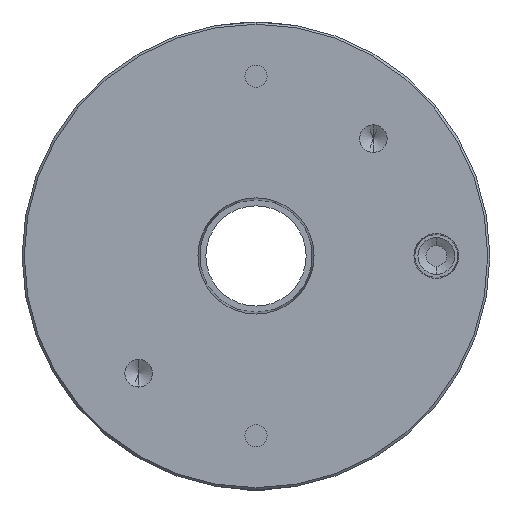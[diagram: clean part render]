
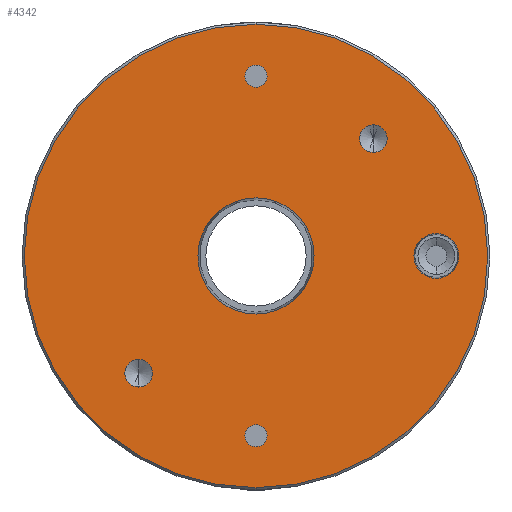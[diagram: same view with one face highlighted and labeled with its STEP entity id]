
A CAD part, front view. The second image highlights one B-rep face of the part: STEP entity #4342.
In plain terms, the highlighted planar face has unit normal (0, -1, 0).
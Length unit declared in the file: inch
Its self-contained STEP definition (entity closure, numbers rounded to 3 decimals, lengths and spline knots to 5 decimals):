
#25 = CIRCLE ( 'NONE', #3231, 0.125 ) ;
#50 = DIRECTION ( 'NONE',  ( 0., -1., 0. ) ) ;
#68 = AXIS2_PLACEMENT_3D ( 'NONE', #749, #4345, #2096 ) ;
#102 = DIRECTION ( 'NONE',  ( 0., -1., 0. ) ) ;
#123 = AXIS2_PLACEMENT_3D ( 'NONE', #3764, #2803, #4577 ) ;
#145 = CARTESIAN_POINT ( 'NONE',  ( 0., -1.491, 1.625 ) ) ;
#161 = CARTESIAN_POINT ( 'NONE',  ( -1.06066, -1.491, -1.18566 ) ) ;
#163 = ORIENTED_EDGE ( 'NONE', *, *, #5264, .F. ) ;
#204 = VERTEX_POINT ( 'NONE', #5503 ) ;
#222 = EDGE_CURVE ( 'NONE', #4494, #3689, #947, .T. ) ;
#258 = CARTESIAN_POINT ( 'NONE',  ( 0., -1.491, 1.7255 ) ) ;
#345 = AXIS2_PLACEMENT_3D ( 'NONE', #1025, #1001, #4182 ) ;
#433 = CARTESIAN_POINT ( 'NONE',  ( 0., -1.491, -2.095 ) ) ;
#467 = CARTESIAN_POINT ( 'NONE',  ( 1.63, -1.491, -0.2025 ) ) ;
#479 = DIRECTION ( 'NONE',  ( 0., 0., -1. ) ) ;
#480 = VERTEX_POINT ( 'NONE', #1334 ) ;
#511 = DIRECTION ( 'NONE',  ( 0., 0., -1. ) ) ;
#647 = VERTEX_POINT ( 'NONE', #5199 ) ;
#673 = CIRCLE ( 'NONE', #123, 0.125 ) ;
#749 = CARTESIAN_POINT ( 'NONE',  ( 0., -1.491, -1.625 ) ) ;
#906 = PLANE ( 'NONE',  #1346 ) ;
#916 = EDGE_CURVE ( 'NONE', #204, #647, #3926, .T. ) ;
#947 = CIRCLE ( 'NONE', #1506, 0.1005 ) ;
#978 = DIRECTION ( 'NONE',  ( 0., -1., 0. ) ) ;
#1001 = DIRECTION ( 'NONE',  ( 0., -1., 0. ) ) ;
#1025 = CARTESIAN_POINT ( 'NONE',  ( 1.63, -1.491, 0. ) ) ;
#1078 = CARTESIAN_POINT ( 'NONE',  ( 0., -1.491, 1.5245 ) ) ;
#1085 = VERTEX_POINT ( 'NONE', #3039 ) ;
#1104 = DIRECTION ( 'NONE',  ( 0., 0., -1. ) ) ;
#1159 = ORIENTED_EDGE ( 'NONE', *, *, #2090, .F. ) ;
#1191 = CIRCLE ( 'NONE', #4358, 0.1005 ) ;
#1192 = EDGE_LOOP ( 'NONE', ( #5149, #3122 ) ) ;
#1276 = ORIENTED_EDGE ( 'NONE', *, *, #5153, .F. ) ;
#1277 = DIRECTION ( 'NONE',  ( 0., 0., -1. ) ) ;
#1292 = CIRCLE ( 'NONE', #4016, 2.095 ) ;
#1334 = CARTESIAN_POINT ( 'NONE',  ( -1.06066, -1.491, -0.93566 ) ) ;
#1346 = AXIS2_PLACEMENT_3D ( 'NONE', #1975, #2401, #5504 ) ;
#1425 = FACE_BOUND ( 'NONE', #1569, .T. ) ;
#1472 = DIRECTION ( 'NONE',  ( 0., 0., -1. ) ) ;
#1506 = AXIS2_PLACEMENT_3D ( 'NONE', #145, #5042, #1918 ) ;
#1569 = EDGE_LOOP ( 'NONE', ( #4102, #163 ) ) ;
#1766 = EDGE_LOOP ( 'NONE', ( #5691, #3565 ) ) ;
#1907 = CARTESIAN_POINT ( 'NONE',  ( 1.63, -1.491, 0. ) ) ;
#1918 = DIRECTION ( 'NONE',  ( 0., 0., -1. ) ) ;
#1975 = CARTESIAN_POINT ( 'NONE',  ( -2.115, -1.491, 0. ) ) ;
#1998 = CIRCLE ( 'NONE', #4823, 0.1005 ) ;
#2090 = EDGE_CURVE ( 'NONE', #3689, #4494, #1998, .T. ) ;
#2096 = DIRECTION ( 'NONE',  ( 0., 0., -1. ) ) ;
#2112 = VERTEX_POINT ( 'NONE', #4897 ) ;
#2116 = ORIENTED_EDGE ( 'NONE', *, *, #916, .F. ) ;
#2198 = CARTESIAN_POINT ( 'NONE',  ( 0., -1.491, 1.625 ) ) ;
#2202 = EDGE_LOOP ( 'NONE', ( #3832, #3251 ) ) ;
#2237 = EDGE_CURVE ( 'NONE', #480, #2844, #2858, .T. ) ;
#2240 = VERTEX_POINT ( 'NONE', #2906 ) ;
#2270 = CARTESIAN_POINT ( 'NONE',  ( 0., -1.491, 0. ) ) ;
#2401 = DIRECTION ( 'NONE',  ( 0., -1., 0. ) ) ;
#2690 = CARTESIAN_POINT ( 'NONE',  ( 1.63, -1.491, 0.2025 ) ) ;
#2744 = CARTESIAN_POINT ( 'NONE',  ( 0., -1.491, -0.52499 ) ) ;
#2803 = DIRECTION ( 'NONE',  ( 0., -1., 0. ) ) ;
#2806 = DIRECTION ( 'NONE',  ( 0., -1., 0. ) ) ;
#2844 = VERTEX_POINT ( 'NONE', #161 ) ;
#2858 = CIRCLE ( 'NONE', #3243, 0.125 ) ;
#2906 = CARTESIAN_POINT ( 'NONE',  ( 0., -1.491, 0.52499 ) ) ;
#3039 = CARTESIAN_POINT ( 'NONE',  ( 0., -1.491, 2.095 ) ) ;
#3040 = DIRECTION ( 'NONE',  ( 0., -1., 0. ) ) ;
#3076 = AXIS2_PLACEMENT_3D ( 'NONE', #5772, #4409, #4030 ) ;
#3122 = ORIENTED_EDGE ( 'NONE', *, *, #3338, .F. ) ;
#3151 = FACE_BOUND ( 'NONE', #2202, .T. ) ;
#3160 = EDGE_CURVE ( 'NONE', #3775, #3559, #5520, .T. ) ;
#3203 = CIRCLE ( 'NONE', #3481, 0.52499 ) ;
#3227 = CARTESIAN_POINT ( 'NONE',  ( 0., -1.491, 0. ) ) ;
#3231 = AXIS2_PLACEMENT_3D ( 'NONE', #4334, #3040, #3922 ) ;
#3243 = AXIS2_PLACEMENT_3D ( 'NONE', #4254, #5130, #1104 ) ;
#3251 = ORIENTED_EDGE ( 'NONE', *, *, #2237, .F. ) ;
#3270 = EDGE_CURVE ( 'NONE', #647, #204, #1191, .T. ) ;
#3273 = CIRCLE ( 'NONE', #5222, 2.095 ) ;
#3304 = EDGE_CURVE ( 'NONE', #3849, #1085, #1292, .T. ) ;
#3338 = EDGE_CURVE ( 'NONE', #3559, #3775, #4462, .T. ) ;
#3416 = EDGE_CURVE ( 'NONE', #1085, #3849, #3273, .T. ) ;
#3454 = EDGE_CURVE ( 'NONE', #2844, #480, #5619, .T. ) ;
#3462 = AXIS2_PLACEMENT_3D ( 'NONE', #1907, #2806, #511 ) ;
#3479 = ORIENTED_EDGE ( 'NONE', *, *, #3270, .F. ) ;
#3481 = AXIS2_PLACEMENT_3D ( 'NONE', #2270, #102, #4148 ) ;
#3559 = VERTEX_POINT ( 'NONE', #2690 ) ;
#3565 = ORIENTED_EDGE ( 'NONE', *, *, #3304, .T. ) ;
#3635 = DIRECTION ( 'NONE',  ( 0., -1., 0. ) ) ;
#3647 = FACE_BOUND ( 'NONE', #1192, .T. ) ;
#3689 = VERTEX_POINT ( 'NONE', #1078 ) ;
#3691 = AXIS2_PLACEMENT_3D ( 'NONE', #3227, #978, #479 ) ;
#3748 = EDGE_LOOP ( 'NONE', ( #1276, #4686 ) ) ;
#3764 = CARTESIAN_POINT ( 'NONE',  ( 1.06066, -1.491, 1.06066 ) ) ;
#3768 = DIRECTION ( 'NONE',  ( 0., 0., -1. ) ) ;
#3775 = VERTEX_POINT ( 'NONE', #467 ) ;
#3804 = DIRECTION ( 'NONE',  ( 0., -1., 0. ) ) ;
#3832 = ORIENTED_EDGE ( 'NONE', *, *, #3454, .F. ) ;
#3849 = VERTEX_POINT ( 'NONE', #433 ) ;
#3922 = DIRECTION ( 'NONE',  ( 0., 0., -1. ) ) ;
#3926 = CIRCLE ( 'NONE', #68, 0.1005 ) ;
#4016 = AXIS2_PLACEMENT_3D ( 'NONE', #5088, #3635, #1472 ) ;
#4021 = VERTEX_POINT ( 'NONE', #2744 ) ;
#4030 = DIRECTION ( 'NONE',  ( 0., 0., -1. ) ) ;
#4090 = VERTEX_POINT ( 'NONE', #5636 ) ;
#4102 = ORIENTED_EDGE ( 'NONE', *, *, #4610, .F. ) ;
#4148 = DIRECTION ( 'NONE',  ( 0., 0., -1. ) ) ;
#4182 = DIRECTION ( 'NONE',  ( 0., 0., -1. ) ) ;
#4254 = CARTESIAN_POINT ( 'NONE',  ( -1.06066, -1.491, -1.06066 ) ) ;
#4333 = CARTESIAN_POINT ( 'NONE',  ( 0., -1.491, 0. ) ) ;
#4334 = CARTESIAN_POINT ( 'NONE',  ( 1.06066, -1.491, 1.06066 ) ) ;
#4342 = ADVANCED_FACE ( 'NONE', ( #1425, #3151, #4562, #4983, #4932, #3647, #4445 ), #906, .T. ) ;
#4345 = DIRECTION ( 'NONE',  ( 0., -1., 0. ) ) ;
#4354 = ORIENTED_EDGE ( 'NONE', *, *, #222, .F. ) ;
#4358 = AXIS2_PLACEMENT_3D ( 'NONE', #5398, #5308, #1277 ) ;
#4409 = DIRECTION ( 'NONE',  ( 0., -1., 0. ) ) ;
#4445 = FACE_BOUND ( 'NONE', #3748, .T. ) ;
#4462 = CIRCLE ( 'NONE', #3462, 0.2025 ) ;
#4494 = VERTEX_POINT ( 'NONE', #258 ) ;
#4501 = DIRECTION ( 'NONE',  ( 0., 0., -1. ) ) ;
#4562 = FACE_OUTER_BOUND ( 'NONE', #1766, .T. ) ;
#4577 = DIRECTION ( 'NONE',  ( 0., 0., -1. ) ) ;
#4610 = EDGE_CURVE ( 'NONE', #2112, #4090, #25, .T. ) ;
#4664 = EDGE_LOOP ( 'NONE', ( #1159, #4354 ) ) ;
#4686 = ORIENTED_EDGE ( 'NONE', *, *, #5483, .F. ) ;
#4823 = AXIS2_PLACEMENT_3D ( 'NONE', #2198, #50, #4501 ) ;
#4897 = CARTESIAN_POINT ( 'NONE',  ( 1.06066, -1.491, 0.93566 ) ) ;
#4932 = FACE_BOUND ( 'NONE', #4664, .T. ) ;
#4983 = FACE_BOUND ( 'NONE', #5694, .T. ) ;
#5042 = DIRECTION ( 'NONE',  ( 0., -1., 0. ) ) ;
#5088 = CARTESIAN_POINT ( 'NONE',  ( 0., -1.491, 0. ) ) ;
#5130 = DIRECTION ( 'NONE',  ( 0., -1., 0. ) ) ;
#5149 = ORIENTED_EDGE ( 'NONE', *, *, #3160, .F. ) ;
#5153 = EDGE_CURVE ( 'NONE', #4021, #2240, #5477, .T. ) ;
#5199 = CARTESIAN_POINT ( 'NONE',  ( 0., -1.491, -1.7255 ) ) ;
#5222 = AXIS2_PLACEMENT_3D ( 'NONE', #4333, #3804, #3768 ) ;
#5264 = EDGE_CURVE ( 'NONE', #4090, #2112, #673, .T. ) ;
#5308 = DIRECTION ( 'NONE',  ( 0., -1., 0. ) ) ;
#5398 = CARTESIAN_POINT ( 'NONE',  ( 0., -1.491, -1.625 ) ) ;
#5477 = CIRCLE ( 'NONE', #3691, 0.52499 ) ;
#5483 = EDGE_CURVE ( 'NONE', #2240, #4021, #3203, .T. ) ;
#5503 = CARTESIAN_POINT ( 'NONE',  ( 0., -1.491, -1.5245 ) ) ;
#5504 = DIRECTION ( 'NONE',  ( 0., 0., -1. ) ) ;
#5520 = CIRCLE ( 'NONE', #345, 0.2025 ) ;
#5619 = CIRCLE ( 'NONE', #3076, 0.125 ) ;
#5636 = CARTESIAN_POINT ( 'NONE',  ( 1.06066, -1.491, 1.18566 ) ) ;
#5691 = ORIENTED_EDGE ( 'NONE', *, *, #3416, .T. ) ;
#5694 = EDGE_LOOP ( 'NONE', ( #3479, #2116 ) ) ;
#5772 = CARTESIAN_POINT ( 'NONE',  ( -1.06066, -1.491, -1.06066 ) ) ;
